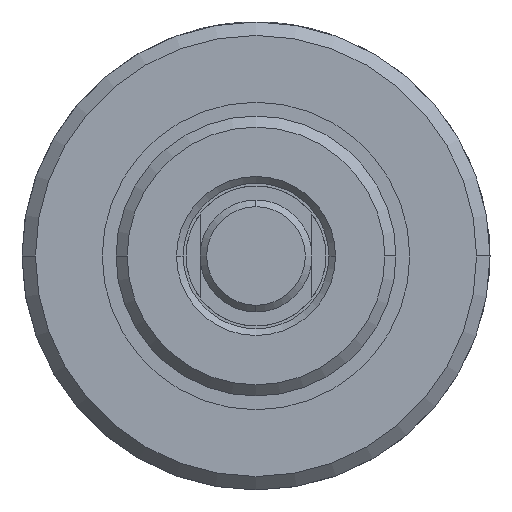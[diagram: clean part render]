
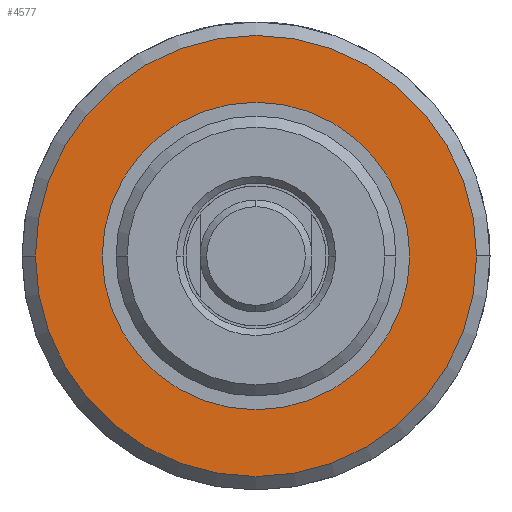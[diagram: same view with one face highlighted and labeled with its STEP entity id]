
A CAD part, left-side view. The second image highlights one B-rep face of the part: STEP entity #4577.
In plain terms, the highlighted planar face has unit normal (-1, 0, 0).
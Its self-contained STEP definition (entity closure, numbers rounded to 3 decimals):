
#328 = ORIENTED_EDGE ( 'NONE', *, *, #5314, .T. ) ;
#343 = CARTESIAN_POINT ( 'NONE',  ( 20.574, 0., 25.019 ) ) ;
#387 = VERTEX_POINT ( 'NONE', #343 ) ;
#398 = CIRCLE ( 'NONE', #1003, 17.437 ) ;
#454 = EDGE_CURVE ( 'NONE', #2891, #2659, #398, .T. ) ;
#693 = EDGE_CURVE ( 'NONE', #2474, #387, #1451, .T. ) ;
#885 = AXIS2_PLACEMENT_3D ( 'NONE', #1368, #4787, #969 ) ;
#942 = PLANE ( 'NONE',  #885 ) ;
#969 = DIRECTION ( 'NONE',  ( 0., 0., -1. ) ) ;
#1003 = AXIS2_PLACEMENT_3D ( 'NONE', #5108, #1287, #4688 ) ;
#1072 = DIRECTION ( 'NONE',  ( 0., 0., -1. ) ) ;
#1077 = CARTESIAN_POINT ( 'NONE',  ( 20.574, 0., -25.019 ) ) ;
#1287 = DIRECTION ( 'NONE',  ( 1., 0., 0. ) ) ;
#1358 = CIRCLE ( 'NONE', #3177, 25.019 ) ;
#1368 = CARTESIAN_POINT ( 'NONE',  ( 20.574, 0., 0. ) ) ;
#1451 = CIRCLE ( 'NONE', #3410, 25.019 ) ;
#1502 = CARTESIAN_POINT ( 'NONE',  ( 20.574, 0., 17.437 ) ) ;
#1607 = CARTESIAN_POINT ( 'NONE',  ( 20.574, 0., 0. ) ) ;
#1652 = DIRECTION ( 'NONE',  ( 0., 0., -1. ) ) ;
#1785 = FACE_BOUND ( 'NONE', #1849, .T. ) ;
#1849 = EDGE_LOOP ( 'NONE', ( #328, #2533 ) ) ;
#1940 = EDGE_CURVE ( 'NONE', #387, #2474, #1358, .T. ) ;
#2132 = CARTESIAN_POINT ( 'NONE',  ( 20.574, 0., -17.437 ) ) ;
#2231 = FACE_OUTER_BOUND ( 'NONE', #5143, .T. ) ;
#2474 = VERTEX_POINT ( 'NONE', #1077 ) ;
#2484 = CARTESIAN_POINT ( 'NONE',  ( 20.574, 0., 0. ) ) ;
#2533 = ORIENTED_EDGE ( 'NONE', *, *, #454, .T. ) ;
#2659 = VERTEX_POINT ( 'NONE', #2132 ) ;
#2792 = DIRECTION ( 'NONE',  ( 1., 0., 0. ) ) ;
#2891 = VERTEX_POINT ( 'NONE', #1502 ) ;
#3177 = AXIS2_PLACEMENT_3D ( 'NONE', #1607, #2792, #4862 ) ;
#3192 = CARTESIAN_POINT ( 'NONE',  ( 20.574, 0., 0. ) ) ;
#3410 = AXIS2_PLACEMENT_3D ( 'NONE', #3192, #5262, #1072 ) ;
#3551 = ORIENTED_EDGE ( 'NONE', *, *, #1940, .F. ) ;
#3722 = DIRECTION ( 'NONE',  ( 1., 0., 0. ) ) ;
#4565 = ORIENTED_EDGE ( 'NONE', *, *, #693, .F. ) ;
#4577 = ADVANCED_FACE ( 'NONE', ( #2231, #1785 ), #942, .F. ) ;
#4688 = DIRECTION ( 'NONE',  ( 0., 0., -1. ) ) ;
#4751 = CIRCLE ( 'NONE', #5374, 17.437 ) ;
#4787 = DIRECTION ( 'NONE',  ( 1., 0., 0. ) ) ;
#4862 = DIRECTION ( 'NONE',  ( 0., 0., -1. ) ) ;
#5108 = CARTESIAN_POINT ( 'NONE',  ( 20.574, 0., 0. ) ) ;
#5143 = EDGE_LOOP ( 'NONE', ( #3551, #4565 ) ) ;
#5262 = DIRECTION ( 'NONE',  ( 1., 0., 0. ) ) ;
#5314 = EDGE_CURVE ( 'NONE', #2659, #2891, #4751, .T. ) ;
#5374 = AXIS2_PLACEMENT_3D ( 'NONE', #2484, #3722, #1652 ) ;
